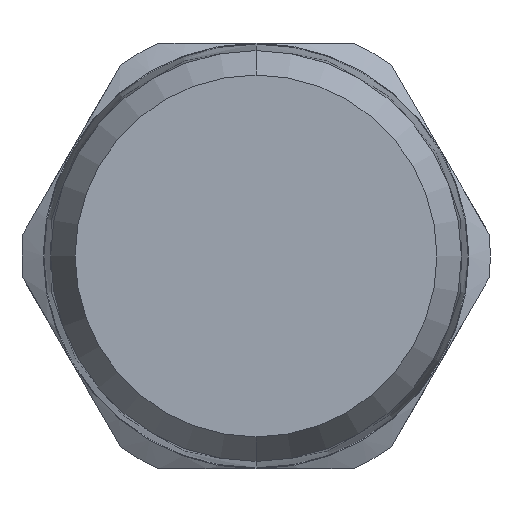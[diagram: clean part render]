
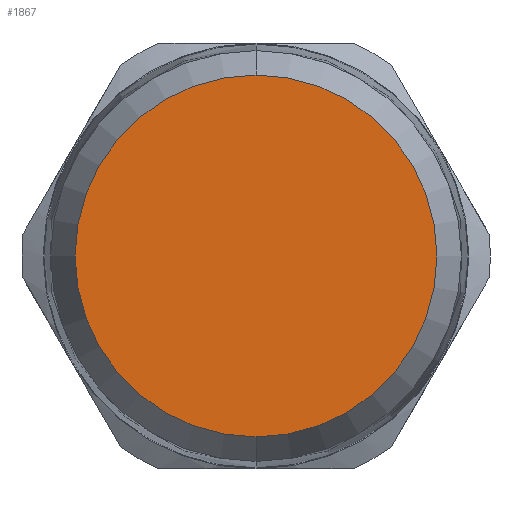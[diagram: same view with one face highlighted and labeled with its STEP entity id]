
A CAD part, front view. The second image highlights one B-rep face of the part: STEP entity #1867.
In plain terms, the highlighted planar face has unit normal (0, -1, 0).
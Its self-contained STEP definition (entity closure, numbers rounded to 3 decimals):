
#907 = ORIENTED_EDGE ( 'NONE', *, *, #6721, .F. ) ;
#908 = ORIENTED_EDGE ( 'NONE', *, *, #8049, .F. ) ;
#1345 = PLANE ( 'NONE',  #4941 ) ;
#1353 = CARTESIAN_POINT ( 'NONE',  ( 4.25, -9.25, 0. ) ) ;
#1354 = DIRECTION ( 'NONE',  ( 0., -1., 0. ) ) ;
#1355 = DIRECTION ( 'NONE',  ( 0., 0., -1. ) ) ;
#1867 = ADVANCED_FACE ( 'NONE', ( #4528 ), #1345, .T. ) ;
#2664 = CARTESIAN_POINT ( 'NONE',  ( 0., -9.25, 4.25 ) ) ;
#2784 = CARTESIAN_POINT ( 'NONE',  ( 0., -9.25, -4.25 ) ) ;
#4528 = FACE_OUTER_BOUND ( 'NONE', #5901, .T. ) ;
#4549 = CIRCLE ( 'NONE', #4962, 4.25 ) ;
#4941 = AXIS2_PLACEMENT_3D ( 'NONE', #1353, #1354, #1355 ) ;
#4962 = AXIS2_PLACEMENT_3D ( 'NONE', #6695, #6696, #6697 ) ;
#5050 = AXIS2_PLACEMENT_3D ( 'NONE', #8235, #8236, #8237 ) ;
#5901 = EDGE_LOOP ( 'NONE', ( #907, #908 ) ) ;
#6695 = CARTESIAN_POINT ( 'NONE',  ( 0., -9.25, 0. ) ) ;
#6696 = DIRECTION ( 'NONE',  ( 0., 1., 0. ) ) ;
#6697 = DIRECTION ( 'NONE',  ( 0., 0., 1. ) ) ;
#6721 = EDGE_CURVE ( 'NONE', #9427, #9546, #4549, .T. ) ;
#7231 = CIRCLE ( 'NONE', #5050, 4.25 ) ;
#8049 = EDGE_CURVE ( 'NONE', #9546, #9427, #7231, .T. ) ;
#8235 = CARTESIAN_POINT ( 'NONE',  ( 0., -9.25, 0. ) ) ;
#8236 = DIRECTION ( 'NONE',  ( 0., 1., 0. ) ) ;
#8237 = DIRECTION ( 'NONE',  ( 0., 0., 1. ) ) ;
#9427 = VERTEX_POINT ( 'NONE', #2664 ) ;
#9546 = VERTEX_POINT ( 'NONE', #2784 ) ;
